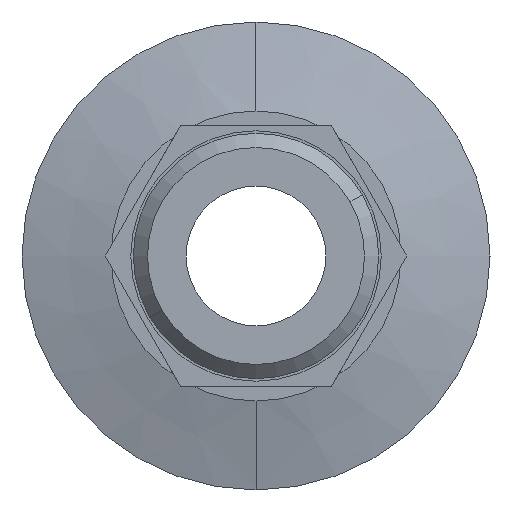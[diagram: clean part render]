
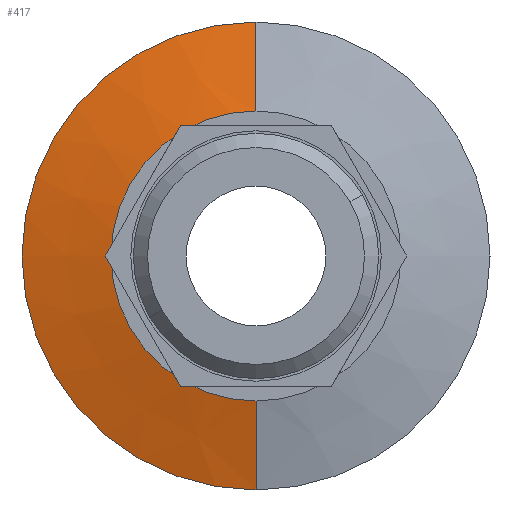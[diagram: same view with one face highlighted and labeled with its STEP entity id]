
A CAD part, left-side view. The second image highlights one B-rep face of the part: STEP entity #417.
In plain terms, the highlighted conical face has half-angle 75 degrees and reference radius 19.939 mm.
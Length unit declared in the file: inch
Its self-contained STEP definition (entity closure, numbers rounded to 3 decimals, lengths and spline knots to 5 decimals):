
#18 = CARTESIAN_POINT ( 'NONE',  ( 0.08, 0., 0.785 ) ) ;
#63 = VERTEX_POINT ( 'NONE', #1031 ) ;
#70 = DIRECTION ( 'NONE',  ( 0.259, 0., -0.966 ) ) ;
#71 = ORIENTED_EDGE ( 'NONE', *, *, #1266, .T. ) ;
#214 = CIRCLE ( 'NONE', #914, 0.48644 ) ;
#231 = CIRCLE ( 'NONE', #452, 0.785 ) ;
#245 = VERTEX_POINT ( 'NONE', #949 ) ;
#266 = ORIENTED_EDGE ( 'NONE', *, *, #344, .F. ) ;
#344 = EDGE_CURVE ( 'NONE', #986, #750, #214, .T. ) ;
#354 = AXIS2_PLACEMENT_3D ( 'NONE', #1097, #1282, #511 ) ;
#406 = DIRECTION ( 'NONE',  ( 0., 0., 1. ) ) ;
#417 = ADVANCED_FACE ( 'NONE', ( #896 ), #810, .T. ) ;
#452 = AXIS2_PLACEMENT_3D ( 'NONE', #1005, #502, #406 ) ;
#461 = EDGE_CURVE ( 'NONE', #986, #63, #724, .T. ) ;
#480 = VECTOR ( 'NONE', #1109, 39.37008 ) ;
#491 = CARTESIAN_POINT ( 'NONE',  ( 0., 0., -0.48644 ) ) ;
#502 = DIRECTION ( 'NONE',  ( -1., 0., 0. ) ) ;
#511 = DIRECTION ( 'NONE',  ( 0., 0., -1. ) ) ;
#634 = ORIENTED_EDGE ( 'NONE', *, *, #461, .T. ) ;
#642 = CARTESIAN_POINT ( 'NONE',  ( 0., 0., 0.48644 ) ) ;
#673 = DIRECTION ( 'NONE',  ( -1., 0., 0. ) ) ;
#674 = EDGE_LOOP ( 'NONE', ( #266, #634, #71, #1194 ) ) ;
#724 = LINE ( 'NONE', #18, #480 ) ;
#731 = VECTOR ( 'NONE', #70, 39.37008 ) ;
#750 = VERTEX_POINT ( 'NONE', #491 ) ;
#785 = LINE ( 'NONE', #1085, #731 ) ;
#810 = CONICAL_SURFACE ( 'NONE', #354, 0.785, 1.309 ) ;
#896 = FACE_OUTER_BOUND ( 'NONE', #674, .T. ) ;
#914 = AXIS2_PLACEMENT_3D ( 'NONE', #1185, #673, #1259 ) ;
#949 = CARTESIAN_POINT ( 'NONE',  ( 0.08, 0., -0.785 ) ) ;
#986 = VERTEX_POINT ( 'NONE', #642 ) ;
#1005 = CARTESIAN_POINT ( 'NONE',  ( 0.08, 0., 0. ) ) ;
#1031 = CARTESIAN_POINT ( 'NONE',  ( 0.08, 0., 0.785 ) ) ;
#1085 = CARTESIAN_POINT ( 'NONE',  ( 0.08, 0., -0.785 ) ) ;
#1097 = CARTESIAN_POINT ( 'NONE',  ( 0.08, 0., 0. ) ) ;
#1109 = DIRECTION ( 'NONE',  ( 0.259, 0., 0.966 ) ) ;
#1182 = EDGE_CURVE ( 'NONE', #750, #245, #785, .T. ) ;
#1185 = CARTESIAN_POINT ( 'NONE',  ( 0., 0., 0. ) ) ;
#1194 = ORIENTED_EDGE ( 'NONE', *, *, #1182, .F. ) ;
#1259 = DIRECTION ( 'NONE',  ( 0., 0., 1. ) ) ;
#1266 = EDGE_CURVE ( 'NONE', #63, #245, #231, .T. ) ;
#1282 = DIRECTION ( 'NONE',  ( 1., 0., 0. ) ) ;
